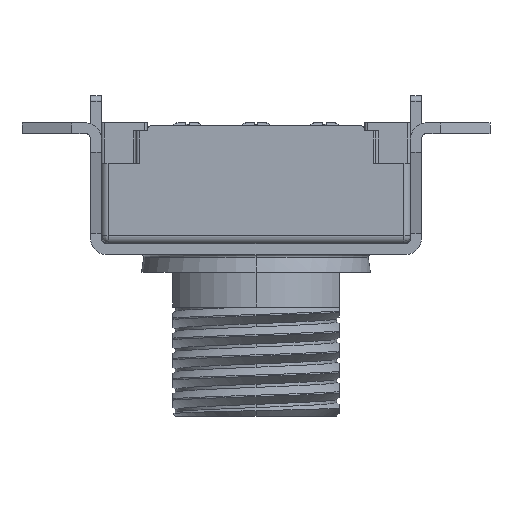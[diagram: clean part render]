
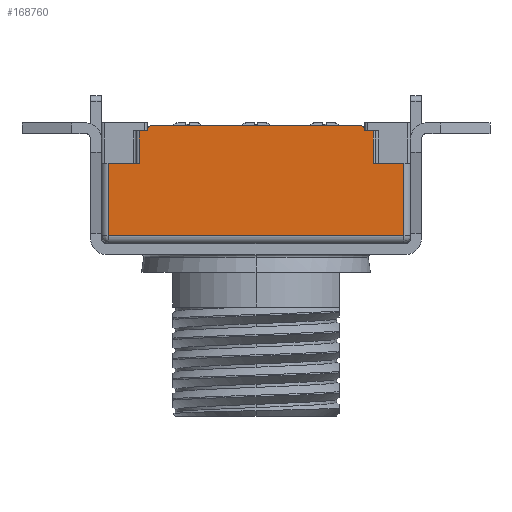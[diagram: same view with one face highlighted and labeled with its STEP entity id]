
A CAD part, left-side view. The second image highlights one B-rep face of the part: STEP entity #168760.
In plain terms, the highlighted face is planar.
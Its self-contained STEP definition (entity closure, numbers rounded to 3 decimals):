
#23030=CARTESIAN_POINT('',(10.1,11.5,1.2));
#23040=VERTEX_POINT('',#23030);
#23540=CARTESIAN_POINT('',(11.25,11.5,1.2));
#23550=VERTEX_POINT('',#23540);
#23580=CARTESIAN_POINT('',(10.2,11.5,1.2));
#23590=DIRECTION('',(1.,0.,0.));
#23600=VECTOR('',#23590,1.);
#23610=LINE('',#23580,#23600);
#23620=EDGE_CURVE('',#23040,#23550,#23610,.T.);
#73850=CARTESIAN_POINT('',(1.4,11.5,1.2));
#73860=VERTEX_POINT('',#73850);
#73890=CARTESIAN_POINT('',(0.,11.5,1.2));
#73900=DIRECTION('',(1.,0.,0.));
#73910=VECTOR('',#73900,1.);
#73920=LINE('',#73890,#73910);
#73930=CARTESIAN_POINT('',(0.25,11.5,1.2));
#73940=VERTEX_POINT('',#73930);
#73950=EDGE_CURVE('',#73940,#73860,#73920,.T.);
#91240=CARTESIAN_POINT('',(1.4,11.5,0.));
#91250=VERTEX_POINT('',#91240);
#91280=CARTESIAN_POINT('',(1.4,11.5,0.));
#91290=DIRECTION('',(0.,0.,1.));
#91300=VECTOR('',#91290,1.);
#91310=LINE('',#91280,#91300);
#91320=EDGE_CURVE('',#91250,#73860,#91310,.T.);
#93820=CARTESIAN_POINT('',(10.1,11.5,0.));
#93830=DIRECTION('',(0.,0.,-1.));
#93840=VECTOR('',#93830,1.);
#93850=LINE('',#93820,#93840);
#93860=CARTESIAN_POINT('',(10.1,11.5,0.));
#93870=VERTEX_POINT('',#93860);
#93880=EDGE_CURVE('',#23040,#93870,#93850,.T.);
#139430=CARTESIAN_POINT('',(5.75,11.5,0.));
#139440=DIRECTION('',(-1.,0.,0.));
#139450=VECTOR('',#139440,1.);
#139460=LINE('',#139430,#139450);
#139470=CARTESIAN_POINT('',(9.8,11.5,0.));
#139480=VERTEX_POINT('',#139470);
#139490=EDGE_CURVE('',#93870,#139480,#139460,.T.);
#139560=CARTESIAN_POINT('',(1.7,11.5,0.));
#139570=VERTEX_POINT('',#139560);
#139580=EDGE_CURVE('',#139570,#91250,#139460,.T.);
#139860=CARTESIAN_POINT('',(9.6,11.5,0.));
#139870=DIRECTION('',(0.,-1.,0.));
#139880=DIRECTION('',(1.,0.,0.));
#139890=AXIS2_PLACEMENT_3D('',#139860,#139870,#139880);
#139900=CIRCLE('',#139890,0.2);
#139910=CARTESIAN_POINT('',(9.6,11.5,-0.2));
#139920=VERTEX_POINT('',#139910);
#139930=EDGE_CURVE('',#139920,#139480,#139900,.T.);
#142070=CARTESIAN_POINT('',(1.9,11.5,0.));
#142080=DIRECTION('',(0.,1.,0.));
#142090=DIRECTION('',(-1.,0.,0.));
#142100=AXIS2_PLACEMENT_3D('',#142070,#142080,#142090);
#142110=CIRCLE('',#142100,0.2);
#142120=CARTESIAN_POINT('',(1.9,11.5,-0.2));
#142130=VERTEX_POINT('',#142120);
#142140=EDGE_CURVE('',#142130,#139570,#142110,.T.);
#142750=CARTESIAN_POINT('',(1.7,11.5,-0.2));
#142760=DIRECTION('',(1.,0.,0.));
#142770=VECTOR('',#142760,1.);
#142780=LINE('',#142750,#142770);
#142790=EDGE_CURVE('',#142130,#139920,#142780,.T.);
#168380=CARTESIAN_POINT('',(5.149,11.5,2.806));
#168390=DIRECTION('',(0.,1.,0.));
#168400=DIRECTION('',(1.,0.,0.));
#168410=AXIS2_PLACEMENT_3D('',#168380,#168390,#168400);
#168420=PLANE('',#168410);
#168430=ORIENTED_EDGE('',*,*,#73950,.F.);
#168440=ORIENTED_EDGE('',*,*,#91320,.T.);
#168450=ORIENTED_EDGE('',*,*,#139580,.T.);
#168460=ORIENTED_EDGE('',*,*,#142140,.T.);
#168470=ORIENTED_EDGE('',*,*,#142790,.F.);
#168480=ORIENTED_EDGE('',*,*,#139930,.F.);
#168490=ORIENTED_EDGE('',*,*,#139490,.T.);
#168500=ORIENTED_EDGE('',*,*,#93880,.T.);
#168510=ORIENTED_EDGE('',*,*,#23620,.F.);
#168520=CARTESIAN_POINT('',(11.25,11.5,4.2));
#168530=DIRECTION('',(0.,0.,-1.));
#168540=VECTOR('',#168530,1.);
#168550=LINE('',#168520,#168540);
#168560=CARTESIAN_POINT('',(11.25,11.5,3.9));
#168570=VERTEX_POINT('',#168560);
#168580=EDGE_CURVE('',#168570,#23550,#168550,.T.);
#168590=ORIENTED_EDGE('',*,*,#168580,.T.);
#168600=CARTESIAN_POINT('',(0.,11.5,3.9));
#168610=DIRECTION('',(1.,0.,0.));
#168620=VECTOR('',#168610,1.);
#168630=LINE('',#168600,#168620);
#168640=CARTESIAN_POINT('',(0.25,11.5,3.9));
#168650=VERTEX_POINT('',#168640);
#168660=EDGE_CURVE('',#168650,#168570,#168630,.T.);
#168670=ORIENTED_EDGE('',*,*,#168660,.T.);
#168680=CARTESIAN_POINT('',(0.25,11.5,4.2));
#168690=DIRECTION('',(0.,0.,-1.));
#168700=VECTOR('',#168690,1.);
#168710=LINE('',#168680,#168700);
#168720=EDGE_CURVE('',#168650,#73940,#168710,.T.);
#168730=ORIENTED_EDGE('',*,*,#168720,.F.);
#168740=EDGE_LOOP('',(#168730,#168670,#168590,#168510,#168500,#168490,
#168480,#168470,#168460,#168450,#168440,#168430));
#168750=FACE_OUTER_BOUND('',#168740,.T.);
#168760=ADVANCED_FACE('',(#168750),#168420,.T.);
